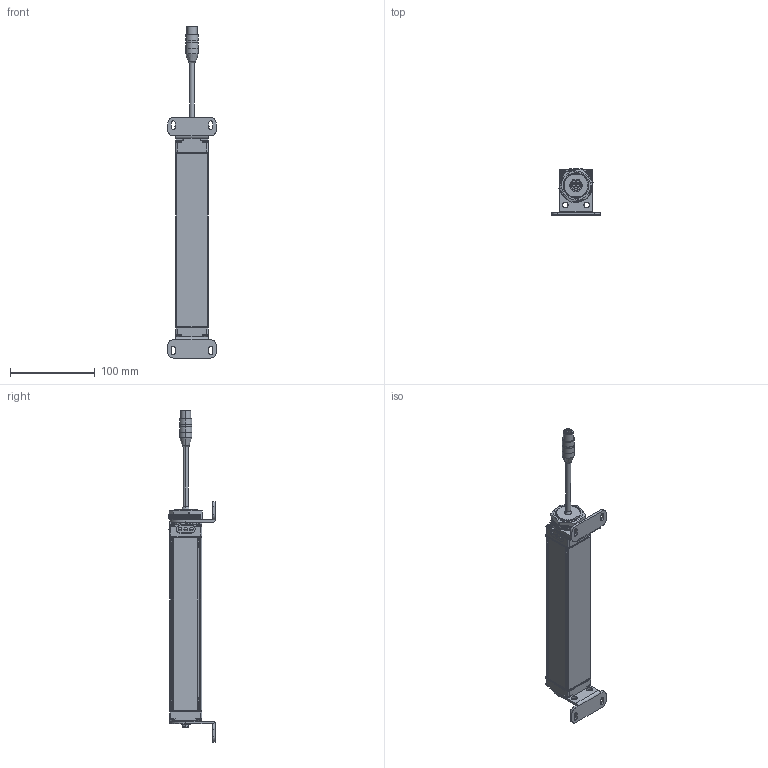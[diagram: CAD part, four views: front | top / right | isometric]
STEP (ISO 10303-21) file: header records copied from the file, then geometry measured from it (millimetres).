
FILE_DESCRIPTION((''),'2;1');
FILE_NAME('188712_SM02_ASM','2021-06-18T08:37:46',('PDMAdmin'),('BANNER ENGINEERING'),'CREO PARAMETRIC BY PTC INC, 2019292','CREO PARAMETRIC BY PTC INC, 2019292','');
FILE_SCHEMA(('CONFIG_CONTROL_DESIGN'));
Products named in the file (3): 188712_EP03; PIGTAIL_EP02; 188712_SM02_ASM
Assembly tree (2 placements, depth 2):
  188712_SM02_ASM
    188712_EP03
    PIGTAIL_EP02
Bounding box: 57.15 x 54.74 x 391.56 mm (x, y, z)
Volume: 355997.9 mm3; surface area: 68141 mm2
Topology: 1 solids, 3 shells, 1472 faces, 4179 edges, 2700 vertices
Faces by surface type: plane 624, cylinder 457, cone 168, bspline 141, sphere 52, torus 28, extrusion 2
Entity records: 57105 total; most frequent: CARTESIAN_POINT 18872, ORIENTED_EDGE 8298, DIRECTION 7708, EDGE_CURVE 4151, VERTEX_POINT 2700, AXIS2_PLACEMENT_3D 2663, VECTOR 2382, LINE 2380
